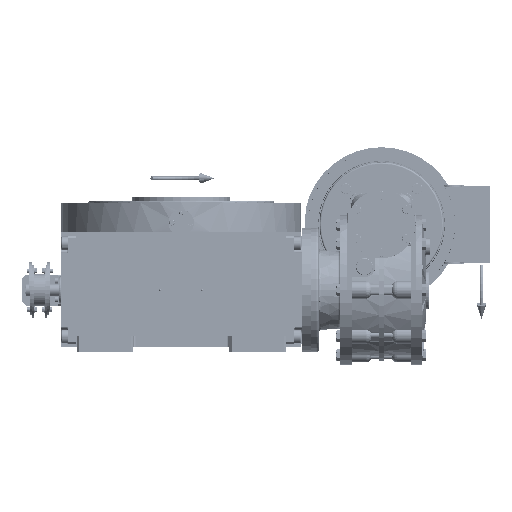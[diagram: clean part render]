
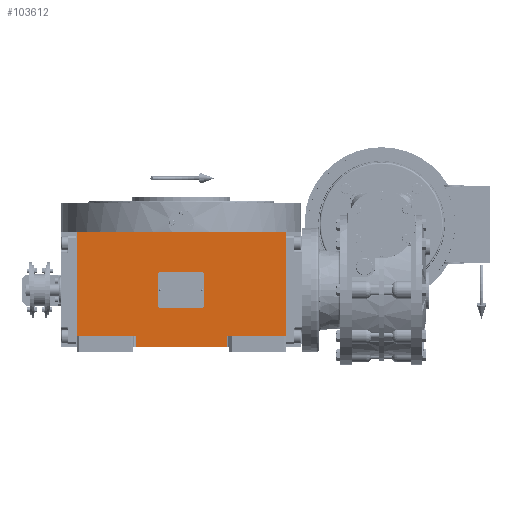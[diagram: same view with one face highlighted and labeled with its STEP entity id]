
A CAD part, top view. The second image highlights one B-rep face of the part: STEP entity #103612.
In plain terms, the highlighted planar face has unit normal (0, 0, 1).
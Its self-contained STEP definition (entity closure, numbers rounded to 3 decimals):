
#1878 = LINE ( 'NONE', #145429, #35713 ) ;
#3407 = CARTESIAN_POINT ( 'NONE',  ( -135., 75., 226. ) ) ;
#3723 = DIRECTION ( 'NONE',  ( 0., 0., 1. ) ) ;
#5434 = FACE_OUTER_BOUND ( 'NONE', #141265, .T. ) ;
#5775 = LINE ( 'NONE', #148452, #149115 ) ;
#13101 = DIRECTION ( 'NONE',  ( 0., 1., 0. ) ) ;
#17214 = VERTEX_POINT ( 'NONE', #45702 ) ;
#21514 = CARTESIAN_POINT ( 'NONE',  ( -135., -73., 226. ) ) ;
#22068 = CARTESIAN_POINT ( 'NONE',  ( 59., -73., 226. ) ) ;
#22612 = LINE ( 'NONE', #117112, #68687 ) ;
#27326 = LINE ( 'NONE', #53138, #83675 ) ;
#28136 = VECTOR ( 'NONE', #55726, 1000. ) ;
#30571 = EDGE_CURVE ( 'NONE', #120334, #91313, #22612, .T. ) ;
#30665 = EDGE_CURVE ( 'NONE', #91313, #17214, #1878, .T. ) ;
#35713 = VECTOR ( 'NONE', #52604, 1000. ) ;
#43242 = VECTOR ( 'NONE', #166658, 1000. ) ;
#45702 = CARTESIAN_POINT ( 'NONE',  ( 135., 75., 226. ) ) ;
#51802 = CARTESIAN_POINT ( 'NONE',  ( -59., -73., 226. ) ) ;
#52604 = DIRECTION ( 'NONE',  ( 1., 0., 0. ) ) ;
#53138 = CARTESIAN_POINT ( 'NONE',  ( -135., -59., 226. ) ) ;
#54729 = VERTEX_POINT ( 'NONE', #165479 ) ;
#55726 = DIRECTION ( 'NONE',  ( 1., 0., 0. ) ) ;
#56171 = DIRECTION ( 'NONE',  ( 1., 0., 0. ) ) ;
#58008 = VERTEX_POINT ( 'NONE', #170125 ) ;
#59136 = CARTESIAN_POINT ( 'NONE',  ( -59., -59., 226. ) ) ;
#61396 = EDGE_CURVE ( 'NONE', #58008, #130392, #97837, .T. ) ;
#61799 = DIRECTION ( 'NONE',  ( 0., 1., 0. ) ) ;
#64725 = LINE ( 'NONE', #51802, #151936 ) ;
#67797 = EDGE_CURVE ( 'NONE', #54729, #169283, #5775, .T. ) ;
#68687 = VECTOR ( 'NONE', #13101, 1000. ) ;
#75503 = CARTESIAN_POINT ( 'NONE',  ( 59., -59., 226. ) ) ;
#78433 = EDGE_CURVE ( 'NONE', #130392, #17214, #129629, .T. ) ;
#83675 = VECTOR ( 'NONE', #107246, 1000. ) ;
#85651 = AXIS2_PLACEMENT_3D ( 'NONE', #21514, #3723, #56171 ) ;
#87259 = ORIENTED_EDGE ( 'NONE', *, *, #30571, .F. ) ;
#89856 = CARTESIAN_POINT ( 'NONE',  ( 135., -59., 226. ) ) ;
#91022 = ORIENTED_EDGE ( 'NONE', *, *, #30665, .F. ) ;
#91313 = VERTEX_POINT ( 'NONE', #3407 ) ;
#96541 = ORIENTED_EDGE ( 'NONE', *, *, #165187, .F. ) ;
#97781 = ORIENTED_EDGE ( 'NONE', *, *, #135102, .T. ) ;
#97837 = LINE ( 'NONE', #134812, #28136 ) ;
#98516 = VERTEX_POINT ( 'NONE', #22068 ) ;
#99588 = ORIENTED_EDGE ( 'NONE', *, *, #67797, .F. ) ;
#102427 = CARTESIAN_POINT ( 'NONE',  ( -135., -59., 226. ) ) ;
#103612 = ADVANCED_FACE ( 'NONE', ( #5434 ), #165093, .T. ) ;
#107246 = DIRECTION ( 'NONE',  ( 1., 0., 0. ) ) ;
#107686 = VECTOR ( 'NONE', #61799, 1000. ) ;
#108618 = ORIENTED_EDGE ( 'NONE', *, *, #61396, .T. ) ;
#115049 = LINE ( 'NONE', #75503, #43242 ) ;
#117112 = CARTESIAN_POINT ( 'NONE',  ( -135., -59., 226. ) ) ;
#120334 = VERTEX_POINT ( 'NONE', #102427 ) ;
#128745 = ORIENTED_EDGE ( 'NONE', *, *, #160005, .T. ) ;
#129629 = LINE ( 'NONE', #167524, #107686 ) ;
#130392 = VERTEX_POINT ( 'NONE', #89856 ) ;
#134812 = CARTESIAN_POINT ( 'NONE',  ( 59., -59., 226. ) ) ;
#135102 = EDGE_CURVE ( 'NONE', #54729, #98516, #64725, .T. ) ;
#135596 = DIRECTION ( 'NONE',  ( 0., 1., 0. ) ) ;
#138069 = ORIENTED_EDGE ( 'NONE', *, *, #78433, .T. ) ;
#141265 = EDGE_LOOP ( 'NONE', ( #97781, #96541, #108618, #138069, #91022, #87259, #128745, #99588 ) ) ;
#142936 = DIRECTION ( 'NONE',  ( 1., 0., 0. ) ) ;
#145429 = CARTESIAN_POINT ( 'NONE',  ( -135., 75., 226. ) ) ;
#148452 = CARTESIAN_POINT ( 'NONE',  ( -59., -73., 226. ) ) ;
#149115 = VECTOR ( 'NONE', #135596, 1000. ) ;
#151936 = VECTOR ( 'NONE', #142936, 1000. ) ;
#160005 = EDGE_CURVE ( 'NONE', #120334, #169283, #27326, .T. ) ;
#165093 = PLANE ( 'NONE',  #85651 ) ;
#165187 = EDGE_CURVE ( 'NONE', #58008, #98516, #115049, .T. ) ;
#165479 = CARTESIAN_POINT ( 'NONE',  ( -59., -73., 226. ) ) ;
#166658 = DIRECTION ( 'NONE',  ( 0., -1., 0. ) ) ;
#167524 = CARTESIAN_POINT ( 'NONE',  ( 135., -59., 226. ) ) ;
#169283 = VERTEX_POINT ( 'NONE', #59136 ) ;
#170125 = CARTESIAN_POINT ( 'NONE',  ( 59., -59., 226. ) ) ;
